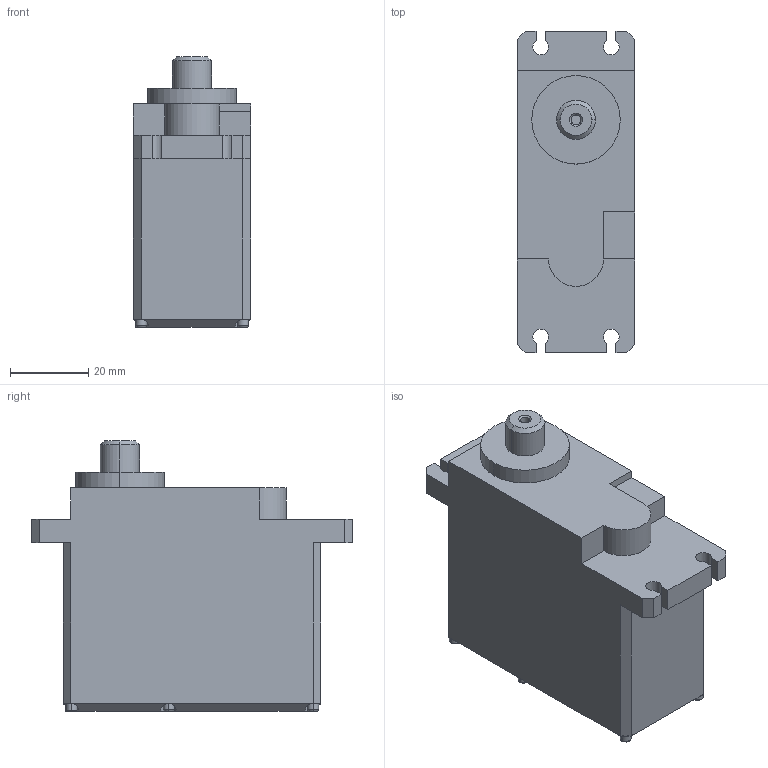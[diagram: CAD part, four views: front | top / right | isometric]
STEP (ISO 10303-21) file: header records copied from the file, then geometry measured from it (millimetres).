
FILE_DESCRIPTION(('FreeCAD Model'),'2;1');
FILE_NAME('am-2191-Hi-Tec_Servo_HS-805BB.step','2017-05-18T14:23:07',('Author'),(''), 'Open CASCADE STEP processor 6.8','FreeCAD','Unknown');
FILE_SCHEMA(('AUTOMOTIVE_DESIGN_CC2 { 1 2 10303 214 -1 1 5 4 }'));
Length unit declared in the file: millimetre
Products named in the file (2): ASSEMBLY; Hitec_servo_HS_805BB
Assembly tree (1 placements, depth 2):
  ASSEMBLY
    Hitec_servo_HS_805BB
Bounding box: 29.97 x 82 x 69 mm (x, y, z)
Volume: 112417.3 mm3; surface area: 16305.6 mm2
Topology: 1 solids, 1 shells, 190 faces, 498 edges, 318 vertices
Faces by surface type: plane 143, cylinder 17, revolution 16, torus 12, cone 2
Entity records: 17694 total; most frequent: CARTESIAN_POINT 8177, DIRECTION 1613, LINE 1016, VECTOR 1016, ORIENTED_EDGE 996, PCURVE 996, DEFINITIONAL_REPRESENTATION 996, EDGE_CURVE 498
